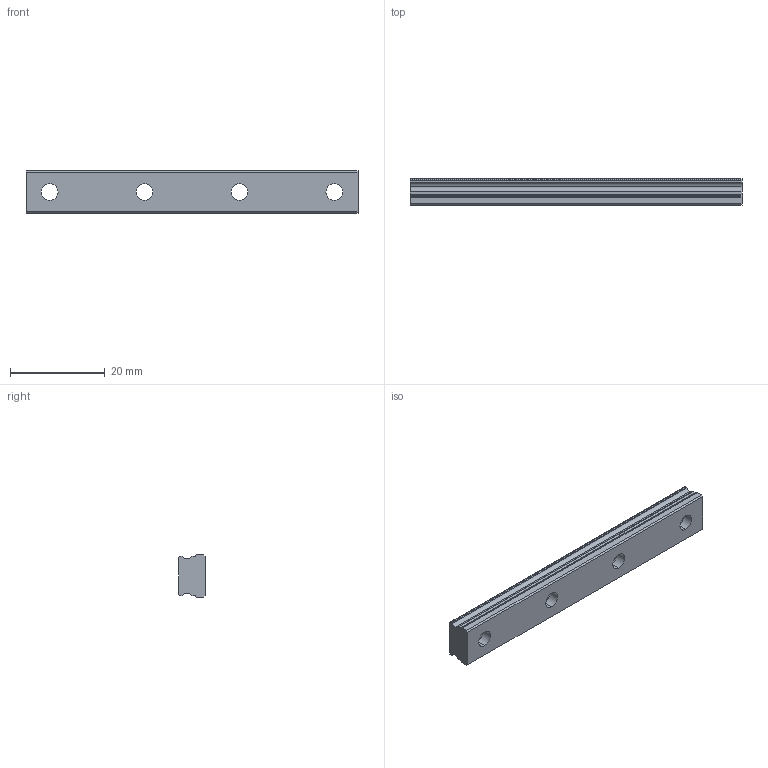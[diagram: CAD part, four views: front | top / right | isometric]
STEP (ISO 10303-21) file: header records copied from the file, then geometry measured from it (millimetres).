
FILE_DESCRIPTION (( 'STEP AP214' ), '1' );
FILE_NAME ('SRS9XGMSS-70LM_G5_0_0_0_0_0_1.STEP', '2021-08-13T09:09:12', ( '' ), ( '' ), 'SwSTEP 2.0', 'SolidWorks 2021', '' );
FILE_SCHEMA (( 'AUTOMOTIVE_DESIGN' ));
Length unit declared in the file: millimetre
Products named in the file (2): _SRS9XGM705 Track; SRS9XGMSS-70LM_G5_0_0_0_0_0_1
Assembly tree (1 placements, depth 2):
  SRS9XGMSS-70LM_G5_0_0_0_0_0_1
    _SRS9XGM705 Track
Bounding box: 70 x 5.5 x 9 mm (x, y, z)
Volume: 2732.3 mm3; surface area: 2372.3 mm2
Topology: 1 solids, 1 shells, 49 faces, 129 edges, 86 vertices
Faces by surface type: cylinder 29, plane 20
Entity records: 1623 total; most frequent: DIRECTION 293, CARTESIAN_POINT 268, ORIENTED_EDGE 258, EDGE_CURVE 129, AXIS2_PLACEMENT_3D 111, VERTEX_POINT 86, LINE 71, VECTOR 71
